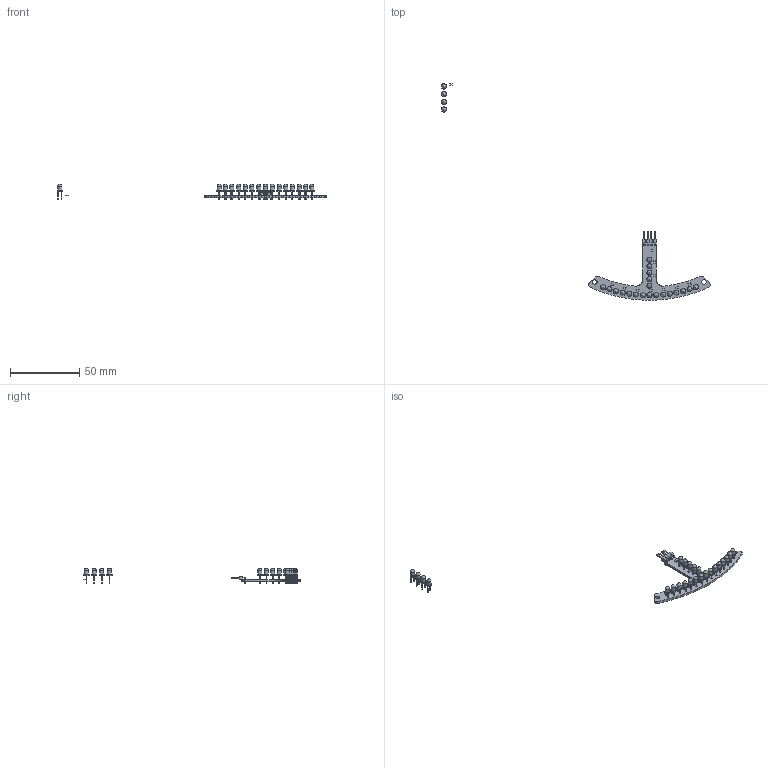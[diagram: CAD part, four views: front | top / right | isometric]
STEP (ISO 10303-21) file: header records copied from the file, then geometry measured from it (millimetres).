
FILE_DESCRIPTION(('KiCad electronic assembly'),'2;1');
FILE_NAME('Line_side&back.step','2025-06-09T20:01:46',('Pcbnew'),( 'Kicad'),'Open CASCADE STEP processor 7.7','KiCad to STEP converter' ,'Unknown');
FILE_SCHEMA(('AUTOMOTIVE_DESIGN { 1 0 10303 214 1 1 1 1 }'));
Length unit declared in the file: millimetre
Products named in the file (8): Line_side&back 1; LED_D3.0mm_Clear; SOLID; R_0805_2012Metric; PinHeader_1x04_P2.54mm_Horizontal; Line_side&back PCB
Assembly tree (40 placements, depth 3):
  Line_side&back 1
    LED_D3.0mm_Clear  x24
      SOLID
    R_0805_2012Metric  x11
      SOLID
    PinHeader_1x04_P2.54mm_Horizontal
      SOLID
    Line_side&back PCB
Bounding box: 194.01 x 156.45 x 11.3 mm (x, y, z)
Volume: 2764 mm3; surface area: 5153.4 mm2
Topology: 37 solids, 37 shells, 1010 faces, 2540 edges, 1660 vertices
Faces by surface type: plane 800, cylinder 186, sphere 24
Full cylindrical faces by diameter (mm): 0.9 x40, 1 x4, 2.9 x24, 3.2 x2
Entity records: 27738 total; most frequent: CARTESIAN_POINT 4960, DIRECTION 4024, LINE 2919, VECTOR 2919, ORIENTED_EDGE 2108, PCURVE 2108, DEFINITIONAL_REPRESENTATION 2108, EDGE_CURVE 1054
